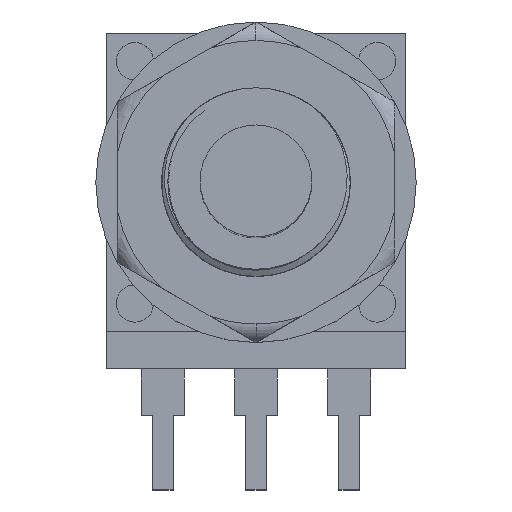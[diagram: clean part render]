
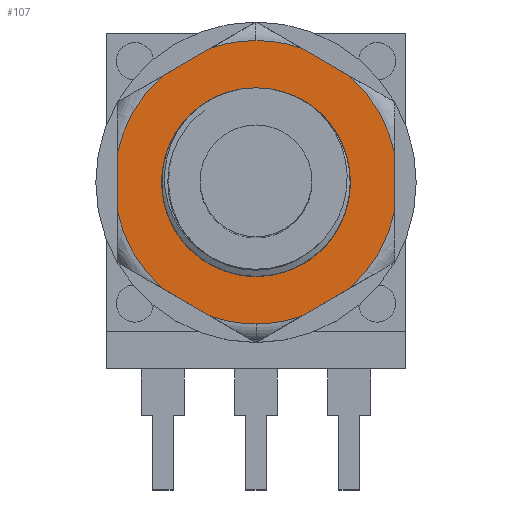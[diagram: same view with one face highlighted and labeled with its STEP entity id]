
A CAD part, top view. The second image highlights one B-rep face of the part: STEP entity #107.
In plain terms, the highlighted planar face has unit normal (0, 0, 1).
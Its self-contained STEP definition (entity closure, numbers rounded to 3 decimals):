
#107=ADVANCED_FACE('',(#289,#290),#291,.T.);
#289=FACE_OUTER_BOUND('',#521,.T.);
#290=FACE_BOUND('',#522,.T.);
#291=PLANE('',#523);
#521=EDGE_LOOP('',(#3740,#3741,#3742,#3743,#3744,#3745,#3746,#3747,#3748,#3749,#3750,#3751,#3752,#3753));
#522=EDGE_LOOP('',(#3754,#3755,#3756,#3757,#3758));
#523=AXIS2_PLACEMENT_3D('',#3759,#3760,#3761);
#3740=ORIENTED_EDGE('',*,*,#4272,.T.);
#3741=ORIENTED_EDGE('',*,*,#4260,.F.);
#3742=ORIENTED_EDGE('',*,*,#4273,.T.);
#3743=ORIENTED_EDGE('',*,*,#4263,.F.);
#3744=ORIENTED_EDGE('',*,*,#4274,.T.);
#3745=ORIENTED_EDGE('',*,*,#4122,.T.);
#3746=ORIENTED_EDGE('',*,*,#4271,.T.);
#3747=ORIENTED_EDGE('',*,*,#4275,.T.);
#3748=ORIENTED_EDGE('',*,*,#4269,.F.);
#3749=ORIENTED_EDGE('',*,*,#4253,.T.);
#3750=ORIENTED_EDGE('',*,*,#4267,.F.);
#3751=ORIENTED_EDGE('',*,*,#4276,.T.);
#3752=ORIENTED_EDGE('',*,*,#4264,.T.);
#3753=ORIENTED_EDGE('',*,*,#4126,.T.);
#3754=ORIENTED_EDGE('',*,*,#4277,.T.);
#3755=ORIENTED_EDGE('',*,*,#4278,.T.);
#3756=ORIENTED_EDGE('',*,*,#4112,.T.);
#3757=ORIENTED_EDGE('',*,*,#4279,.T.);
#3758=ORIENTED_EDGE('',*,*,#4280,.F.);
#3759=CARTESIAN_POINT('',(0.0,0.0,-41.0));
#3760=DIRECTION('',(0.0,0.0,1.0));
#3761=DIRECTION('',(1.0,-0.0,0.0));
#4112=EDGE_CURVE('',#4381,#4387,#4389,.T.);
#4122=EDGE_CURVE('',#4409,#4406,#4410,.T.);
#4126=EDGE_CURVE('',#4413,#4415,#4417,.T.);
#4253=EDGE_CURVE('',#4628,#4629,#4630,.T.);
#4260=EDGE_CURVE('',#4640,#4638,#4642,.T.);
#4263=EDGE_CURVE('',#4646,#4644,#4648,.T.);
#4264=EDGE_CURVE('',#4649,#4413,#4650,.T.);
#4267=EDGE_CURVE('',#4652,#4629,#4654,.T.);
#4269=EDGE_CURVE('',#4628,#4655,#4657,.T.);
#4271=EDGE_CURVE('',#4406,#4658,#4660,.T.);
#4272=EDGE_CURVE('',#4415,#4638,#4661,.T.);
#4273=EDGE_CURVE('',#4640,#4644,#4662,.T.);
#4274=EDGE_CURVE('',#4646,#4409,#4663,.T.);
#4275=EDGE_CURVE('',#4658,#4655,#4664,.T.);
#4276=EDGE_CURVE('',#4652,#4649,#4665,.T.);
#4277=EDGE_CURVE('',#4666,#4667,#4668,.T.);
#4278=EDGE_CURVE('',#4667,#4381,#4669,.T.);
#4279=EDGE_CURVE('',#4387,#4670,#4671,.T.);
#4280=EDGE_CURVE('',#4666,#4670,#4672,.T.);
#4381=VERTEX_POINT('',#5111);
#4387=VERTEX_POINT('',#5165);
#4389=CIRCLE('',#5192,4.75);
#4406=VERTEX_POINT('',#5396);
#4409=VERTEX_POINT('',#5399);
#4410=CIRCLE('',#5400,7.6);
#4413=VERTEX_POINT('',#5423);
#4415=VERTEX_POINT('',#5425);
#4417=CIRCLE('',#5447,7.6);
#4628=VERTEX_POINT('',#5760);
#4629=VERTEX_POINT('',#5761);
#4630=LINE('',#5762,#5763);
#4638=VERTEX_POINT('',#5817);
#4640=VERTEX_POINT('',#5839);
#4642=CIRCLE('',#5863,7.6);
#4644=VERTEX_POINT('',#5865);
#4646=VERTEX_POINT('',#5889);
#4648=CIRCLE('',#5911,7.6);
#4649=VERTEX_POINT('',#5912);
#4650=CIRCLE('',#5913,7.6);
#4652=VERTEX_POINT('',#5935);
#4654=CIRCLE('',#5957,7.6);
#4655=VERTEX_POINT('',#5958);
#4657=CIRCLE('',#5980,7.6);
#4658=VERTEX_POINT('',#5981);
#4660=CIRCLE('',#6003,7.6);
#4661=LINE('',#6004,#6005);
#4662=LINE('',#6006,#6007);
#4663=LINE('',#6008,#6009);
#4664=LINE('',#6010,#6011);
#4665=LINE('',#6012,#6013);
#4666=VERTEX_POINT('',#6014);
#4667=VERTEX_POINT('',#6015);
#4668=B_SPLINE_CURVE_WITH_KNOTS('',3,(#6016,#6017,#6018,#6019,#6020,#6021,#6022,#6023,#6024,#6025,#6026,#6027,#6028,#6029,#6030,#6031,#6032,#6033,#6034,#6035,#6036,#6037,#6038),.UNSPECIFIED.,.F.,.F.,(4,1,1,1,1,1,1,1,1,1,1,1,1,1,1,1,1,1,1,1,4),(0.0,0.05,0.1,0.15,0.2,0.25,0.3,0.35,0.4,0.45,0.5,0.55,0.6,0.65,0.7,0.75,0.8,0.85,0.9,0.95,1.0),.UNSPECIFIED.);
#4669=CIRCLE('',#6039,4.75);
#4670=VERTEX_POINT('',#6040);
#4671=B_SPLINE_CURVE_WITH_KNOTS('',3,(#6041,#6042,#6043,#6044,#6045,#6046,#6047,#6048,#6049,#6050,#6051,#6052,#6053,#6054,#6055,#6056,#6057,#6058,#6059,#6060,#6061,#6062,#6063),.UNSPECIFIED.,.F.,.F.,(4,1,1,1,1,1,1,1,1,1,1,1,1,1,1,1,1,1,1,1,4),(0.0,0.05,0.1,0.15,0.2,0.25,0.3,0.35,0.4,0.45,0.5,0.55,0.6,0.65,0.7,0.75,0.8,0.85,0.9,0.95,1.0),.UNSPECIFIED.);
#4672=CIRCLE('',#6064,5.06);
#5111=CARTESIAN_POINT('',(-4.75,0.,-41.0));
#5165=CARTESIAN_POINT('',(-1.077,4.626,-41.0));
#5192=AXIS2_PLACEMENT_3D('',#8581,#8582,#8583);
#5396=CARTESIAN_POINT('',(0.,-7.6,-41.0));
#5399=CARTESIAN_POINT('',(-2.413,-7.207,-41.0));
#5400=AXIS2_PLACEMENT_3D('',#8593,#8594,#8595);
#5423=CARTESIAN_POINT('',(0.,7.6,-41.0));
#5425=CARTESIAN_POINT('',(-2.413,7.207,-41.0));
#5447=AXIS2_PLACEMENT_3D('',#8599,#8600,#8601);
#5760=CARTESIAN_POINT('',(7.448,-1.513,-41.0));
#5761=CARTESIAN_POINT('',(7.448,1.513,-41.0));
#5762=CARTESIAN_POINT('',(7.448,-1.513,-41.0));
#5763=VECTOR('',#8776,3.027);
#5817=CARTESIAN_POINT('',(-5.034,5.693,-41.0));
#5839=CARTESIAN_POINT('',(-7.448,1.513,-41.0));
#5863=AXIS2_PLACEMENT_3D('',#8779,#8780,#8781);
#5865=CARTESIAN_POINT('',(-7.448,-1.513,-41.0));
#5889=CARTESIAN_POINT('',(-5.034,-5.693,-41.0));
#5911=AXIS2_PLACEMENT_3D('',#8782,#8783,#8784);
#5912=CARTESIAN_POINT('',(2.413,7.207,-41.0));
#5913=AXIS2_PLACEMENT_3D('',#8785,#8786,#8787);
#5935=CARTESIAN_POINT('',(5.034,5.693,-41.0));
#5957=AXIS2_PLACEMENT_3D('',#8788,#8789,#8790);
#5958=CARTESIAN_POINT('',(5.034,-5.693,-41.0));
#5980=AXIS2_PLACEMENT_3D('',#8791,#8792,#8793);
#5981=CARTESIAN_POINT('',(2.413,-7.207,-41.0));
#6003=AXIS2_PLACEMENT_3D('',#8794,#8795,#8796);
#6004=CARTESIAN_POINT('',(-2.413,7.207,-41.0));
#6005=VECTOR('',#8797,3.027);
#6006=CARTESIAN_POINT('',(-7.448,1.513,-41.0));
#6007=VECTOR('',#8798,3.027);
#6008=CARTESIAN_POINT('',(-5.034,-5.693,-41.0));
#6009=VECTOR('',#8799,3.027);
#6010=CARTESIAN_POINT('',(2.413,-7.207,-41.0));
#6011=VECTOR('',#8800,3.027);
#6012=CARTESIAN_POINT('',(5.034,5.693,-41.0));
#6013=VECTOR('',#8801,3.027);
#6014=CARTESIAN_POINT('',(1.489,-4.836,-41.0));
#6015=CARTESIAN_POINT('',(-4.428,-1.718,-41.0));
#6016=CARTESIAN_POINT('',(1.489,-4.836,-41.0));
#6017=CARTESIAN_POINT('',(1.368,-4.868,-41.0));
#6018=CARTESIAN_POINT('',(1.123,-4.923,-41.0));
#6019=CARTESIAN_POINT('',(0.751,-4.977,-41.0));
#6020=CARTESIAN_POINT('',(0.377,-5.004,-41.0));
#6021=CARTESIAN_POINT('',(0.003,-5.003,-41.0));
#6022=CARTESIAN_POINT('',(-0.369,-4.974,-41.0));
#6023=CARTESIAN_POINT('',(-0.737,-4.917,-41.0));
#6024=CARTESIAN_POINT('',(-1.098,-4.833,-41.0));
#6025=CARTESIAN_POINT('',(-1.452,-4.723,-41.0));
#6026=CARTESIAN_POINT('',(-1.796,-4.587,-41.0));
#6027=CARTESIAN_POINT('',(-2.127,-4.425,-41.0));
#6028=CARTESIAN_POINT('',(-2.445,-4.24,-41.0));
#6029=CARTESIAN_POINT('',(-2.748,-4.032,-41.0));
#6030=CARTESIAN_POINT('',(-3.033,-3.802,-41.0));
#6031=CARTESIAN_POINT('',(-3.299,-3.552,-41.0));
#6032=CARTESIAN_POINT('',(-3.545,-3.284,-41.0));
#6033=CARTESIAN_POINT('',(-3.77,-2.998,-41.0));
#6034=CARTESIAN_POINT('',(-3.972,-2.697,-41.0));
#6035=CARTESIAN_POINT('',(-4.151,-2.383,-41.0));
#6036=CARTESIAN_POINT('',(-4.305,-2.056,-41.0));
#6037=CARTESIAN_POINT('',(-4.39,-1.832,-41.0));
#6038=CARTESIAN_POINT('',(-4.428,-1.718,-41.0));
#6039=AXIS2_PLACEMENT_3D('',#8802,#8803,#8804);
#6040=CARTESIAN_POINT('',(4.834,1.495,-41.0));
#6041=CARTESIAN_POINT('',(-1.077,4.626,-41.0));
#6042=CARTESIAN_POINT('',(-0.96,4.659,-41.0));
#6043=CARTESIAN_POINT('',(-0.726,4.715,-41.0));
#6044=CARTESIAN_POINT('',(-0.369,4.772,-41.0));
#6045=CARTESIAN_POINT('',(-0.009,4.801,-41.0));
#6046=CARTESIAN_POINT('',(0.354,4.804,-41.0));
#6047=CARTESIAN_POINT('',(0.716,4.779,-41.0));
#6048=CARTESIAN_POINT('',(1.077,4.727,-41.0));
#6049=CARTESIAN_POINT('',(1.433,4.648,-41.0));
#6050=CARTESIAN_POINT('',(1.783,4.542,-41.0));
#6051=CARTESIAN_POINT('',(2.125,4.409,-41.0));
#6052=CARTESIAN_POINT('',(2.457,4.251,-41.0));
#6053=CARTESIAN_POINT('',(2.777,4.068,-41.0));
#6054=CARTESIAN_POINT('',(3.084,3.861,-41.0));
#6055=CARTESIAN_POINT('',(3.374,3.631,-41.0));
#6056=CARTESIAN_POINT('',(3.647,3.38,-41.0));
#6057=CARTESIAN_POINT('',(3.901,3.108,-41.0));
#6058=CARTESIAN_POINT('',(4.134,2.817,-41.0));
#6059=CARTESIAN_POINT('',(4.346,2.509,-41.0));
#6060=CARTESIAN_POINT('',(4.535,2.185,-41.0));
#6061=CARTESIAN_POINT('',(4.699,1.848,-41.0));
#6062=CARTESIAN_POINT('',(4.792,1.614,-41.0));
#6063=CARTESIAN_POINT('',(4.834,1.495,-41.0));
#6064=AXIS2_PLACEMENT_3D('',#8805,#8806,#8807);
#8581=CARTESIAN_POINT('',(0.0,0.0,-41.0));
#8582=DIRECTION('',(-0.0,0.0,-1.0));
#8583=DIRECTION('',(-0.932,-0.362,0.0));
#8593=CARTESIAN_POINT('',(0.0,0.0,-41.0));
#8594=DIRECTION('',(0.0,0.0,1.0));
#8595=DIRECTION('',(-0.318,-0.948,0.0));
#8599=CARTESIAN_POINT('',(0.0,0.0,-41.0));
#8600=DIRECTION('',(0.0,-0.0,1.0));
#8601=DIRECTION('',(0.318,0.948,0.0));
#8776=DIRECTION('',(0.0,1.0,0.0));
#8779=CARTESIAN_POINT('',(0.0,0.0,-41.0));
#8780=DIRECTION('',(0.0,0.0,-1.0));
#8781=DIRECTION('',(-0.98,0.199,0.0));
#8782=CARTESIAN_POINT('',(0.0,0.0,-41.0));
#8783=DIRECTION('',(-0.0,0.0,-1.0));
#8784=DIRECTION('',(-0.662,-0.749,0.0));
#8785=CARTESIAN_POINT('',(0.0,0.0,-41.0));
#8786=DIRECTION('',(0.0,-0.0,1.0));
#8787=DIRECTION('',(0.318,0.948,0.0));
#8788=CARTESIAN_POINT('',(0.0,0.0,-41.0));
#8789=DIRECTION('',(0.0,0.0,-1.0));
#8790=DIRECTION('',(0.662,0.749,0.0));
#8791=CARTESIAN_POINT('',(0.0,0.0,-41.0));
#8792=DIRECTION('',(0.0,0.0,-1.0));
#8793=DIRECTION('',(0.98,-0.199,0.0));
#8794=CARTESIAN_POINT('',(0.0,0.0,-41.0));
#8795=DIRECTION('',(0.0,0.0,1.0));
#8796=DIRECTION('',(-0.318,-0.948,0.0));
#8797=DIRECTION('',(-0.866,-0.5,0.0));
#8798=DIRECTION('',(0.0,-1.0,0.0));
#8799=DIRECTION('',(0.866,-0.5,0.0));
#8800=DIRECTION('',(0.866,0.5,0.0));
#8801=DIRECTION('',(-0.866,0.5,0.0));
#8802=CARTESIAN_POINT('',(0.0,0.0,-41.0));
#8803=DIRECTION('',(-0.0,0.0,-1.0));
#8804=DIRECTION('',(-0.932,-0.362,0.0));
#8805=CARTESIAN_POINT('',(0.0,0.0,-41.0));
#8806=DIRECTION('',(0.0,0.0,1.0));
#8807=DIRECTION('',(0.294,-0.956,0.0));
